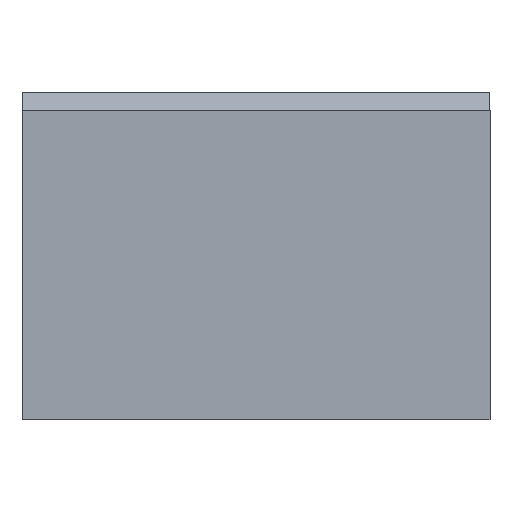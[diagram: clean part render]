
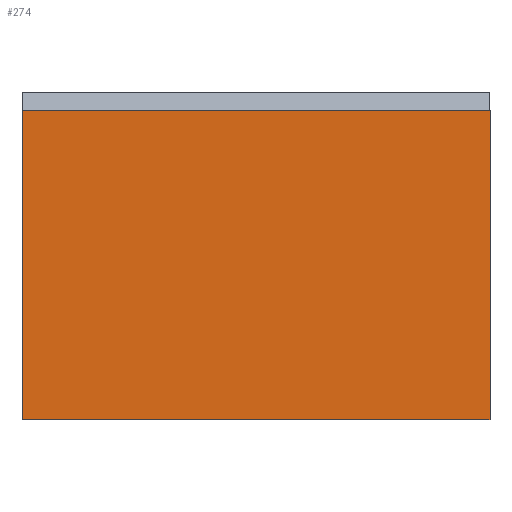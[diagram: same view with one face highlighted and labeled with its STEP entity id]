
A CAD part, front view. The second image highlights one B-rep face of the part: STEP entity #274.
In plain terms, the highlighted face is planar.
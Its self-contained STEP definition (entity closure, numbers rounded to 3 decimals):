
#28=FACE_OUTER_BOUND('',#42,.T.);
#42=EDGE_LOOP('',(#231,#232,#233,#234));
#52=LINE('',#395,#88);
#60=LINE('',#410,#96);
#75=LINE('',#439,#111);
#79=LINE('',#447,#115);
#88=VECTOR('',#322,0.5);
#96=VECTOR('',#334,0.33);
#111=VECTOR('',#355,0.33);
#115=VECTOR('',#365,0.5);
#123=VERTEX_POINT('',#391);
#125=VERTEX_POINT('',#394);
#130=VERTEX_POINT('',#409);
#141=VERTEX_POINT('',#437);
#148=EDGE_CURVE('',#125,#123,#52,.T.);
#156=EDGE_CURVE('',#125,#130,#60,.T.);
#171=EDGE_CURVE('',#123,#141,#75,.T.);
#175=EDGE_CURVE('',#130,#141,#79,.T.);
#231=ORIENTED_EDGE('',*,*,#156,.F.);
#232=ORIENTED_EDGE('',*,*,#148,.T.);
#233=ORIENTED_EDGE('',*,*,#171,.T.);
#234=ORIENTED_EDGE('',*,*,#175,.F.);
#260=PLANE('',#303);
#274=ADVANCED_FACE('',(#28),#260,.T.);
#303=AXIS2_PLACEMENT_3D('',#446,#363,#364);
#322=DIRECTION('',(0.,0.,1.));
#334=DIRECTION('',(0.,1.,0.));
#355=DIRECTION('',(0.,1.,0.));
#363=DIRECTION('center_axis',(-1.,0.,0.));
#364=DIRECTION('ref_axis',(0.,0.,1.));
#365=DIRECTION('',(0.,0.,1.));
#391=CARTESIAN_POINT('',(-0.5,0.,0.25));
#394=CARTESIAN_POINT('',(-0.5,0.,-0.25));
#395=CARTESIAN_POINT('',(-0.5,0.,-0.25));
#409=CARTESIAN_POINT('',(-0.5,0.33,-0.25));
#410=CARTESIAN_POINT('',(-0.5,0.,-0.25));
#437=CARTESIAN_POINT('',(-0.5,0.33,0.25));
#439=CARTESIAN_POINT('',(-0.5,0.,0.25));
#446=CARTESIAN_POINT('Origin',(-0.5,0.,-0.25));
#447=CARTESIAN_POINT('',(-0.5,0.33,-0.25));
